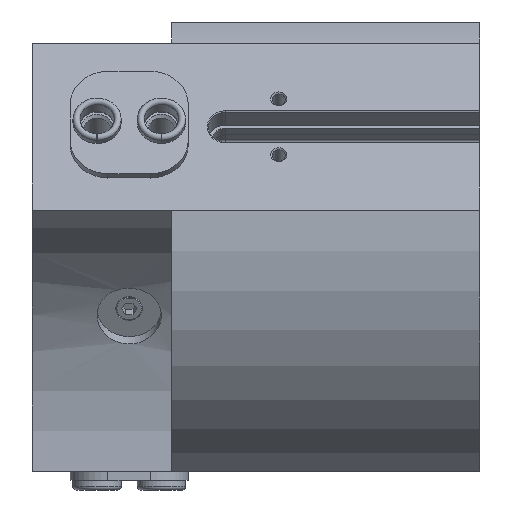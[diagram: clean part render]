
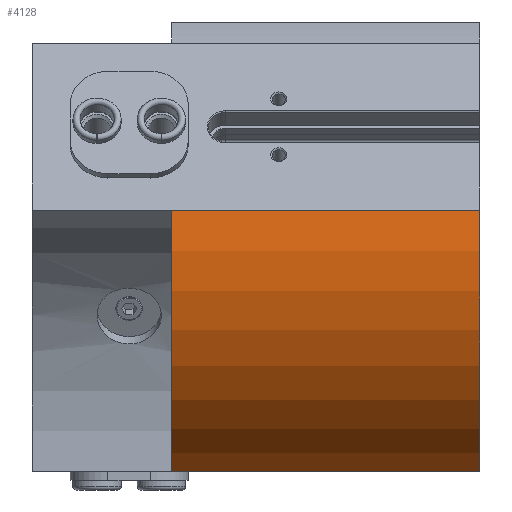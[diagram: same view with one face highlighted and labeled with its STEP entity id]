
A CAD part, left-side view. The second image highlights one B-rep face of the part: STEP entity #4128.
In plain terms, the highlighted cylindrical face has radius 46.5 mm (diameter 93 mm), a partial arc.
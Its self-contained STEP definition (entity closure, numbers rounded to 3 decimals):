
#101=CYLINDRICAL_SURFACE('',#4547,46.5);
#303=CIRCLE('',#4485,46.5);
#349=CIRCLE('',#4542,46.5);
#732=ORIENTED_EDGE('',*,*,#1698,.T.);
#733=ORIENTED_EDGE('',*,*,#1775,.F.);
#734=ORIENTED_EDGE('',*,*,#1813,.F.);
#735=ORIENTED_EDGE('',*,*,#1636,.T.);
#1636=EDGE_CURVE('',#2195,#2194,#2594,.T.);
#1698=EDGE_CURVE('',#2194,#2252,#303,.T.);
#1775=EDGE_CURVE('',#2232,#2252,#2661,.T.);
#1813=EDGE_CURVE('',#2195,#2232,#349,.T.);
#2194=VERTEX_POINT('',#6355);
#2195=VERTEX_POINT('',#6357);
#2232=VERTEX_POINT('',#6487);
#2252=VERTEX_POINT('',#6555);
#2594=LINE('',#6356,#2902);
#2661=LINE('',#6706,#2969);
#2902=VECTOR('',#4991,1000.);
#2969=VECTOR('',#5204,1000.);
#3246=EDGE_LOOP('',(#732,#733,#734,#735));
#3632=FACE_BOUND('',#3246,.T.);
#4128=ADVANCED_FACE('',(#3632),#101,.T.);
#4485=AXIS2_PLACEMENT_3D('',#6556,#5091,#5092);
#4542=AXIS2_PLACEMENT_3D('',#6776,#5274,#5275);
#4547=AXIS2_PLACEMENT_3D('',#6782,#5284,#5285);
#4991=DIRECTION('',(0.,-1.,0.));
#5091=DIRECTION('',(0.,1.,0.));
#5092=DIRECTION('',(1.,0.,0.));
#5204=DIRECTION('',(0.,-1.,0.));
#5274=DIRECTION('',(0.,1.,0.));
#5275=DIRECTION('',(1.,0.,0.));
#5284=DIRECTION('',(0.,-1.,0.));
#5285=DIRECTION('',(0.,0.,-1.));
#6355=CARTESIAN_POINT('',(-17.94,0.,-42.9));
#6356=CARTESIAN_POINT('',(-17.94,57.5,-42.9));
#6357=CARTESIAN_POINT('',(-17.94,57.5,-42.9));
#6487=CARTESIAN_POINT('',(-46.122,57.5,5.914));
#6555=CARTESIAN_POINT('',(-46.122,0.,5.914));
#6556=CARTESIAN_POINT('',(0.,0.,0.));
#6706=CARTESIAN_POINT('',(-46.122,57.5,5.914));
#6776=CARTESIAN_POINT('',(0.,57.5,0.));
#6782=CARTESIAN_POINT('',(0.,57.5,0.));
